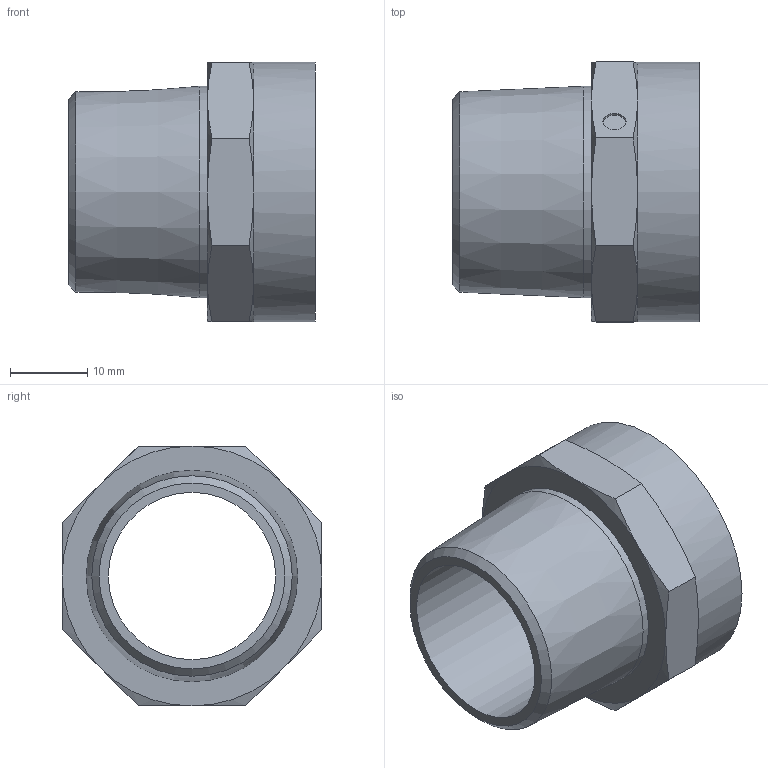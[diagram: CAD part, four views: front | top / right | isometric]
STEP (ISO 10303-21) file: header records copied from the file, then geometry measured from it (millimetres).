
FILE_DESCRIPTION(/* description */ ('Unknown'),/* implementation_level */ '2;1');
FILE_NAME(/* name */ 'DN20x33.7',/* time_stamp */ '2024-03-19T15:04:17+08:00',/* author */ ('Unknown'),/* organization */ ('Unknown'),/* preprocessor_version */ 'ST-DEVELOPER v16.7',/* originating_system */ 'DEX',/* authorisation */ $);
FILE_SCHEMA (('AUTOMOTIVE_DESIGN {1 0 10303 214 3 1 1}'));
Length unit declared in the file: millimetre
Products named in the file (2): DN20x33.7; R-208-8kt Bigger DN20 33.7
Assembly tree (1 placements, depth 2):
  DN20x33.7
    R-208-8kt Bigger DN20 33.7
Bounding box: 32 x 33.7 x 33.7 mm (x, y, z)
Volume: 8860.6 mm3; surface area: 6221.2 mm2
Topology: 1 solids, 1 shells, 37 faces, 79 edges, 46 vertices
Faces by surface type: cone 21, plane 12, cylinder 4
Full cylindrical faces by diameter (mm): 3 x1, 21.7 x1, 27.42 x1, 33.7 x1
Entity records: 1003 total; most frequent: CARTESIAN_POINT 247, DIRECTION 142, ORIENTED_EDGE 136, EDGE_CURVE 68, AXIS2_PLACEMENT_3D 67, EDGE_LOOP 50, FACE_BOUND 50, VERTEX_POINT 44
